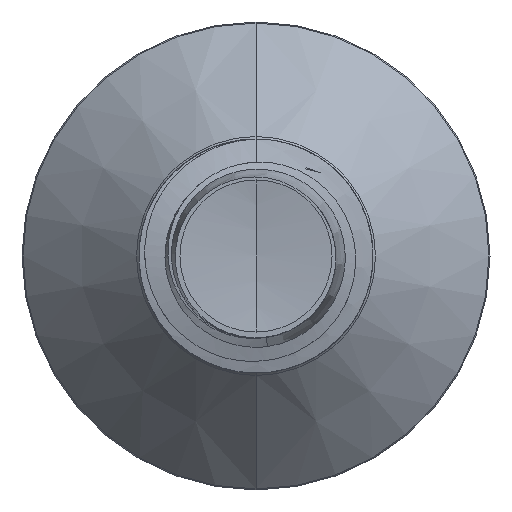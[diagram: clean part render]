
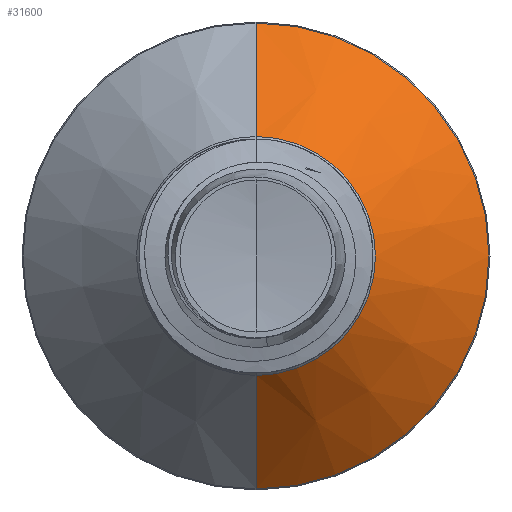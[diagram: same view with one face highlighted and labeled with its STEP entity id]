
A CAD part, front view. The second image highlights one B-rep face of the part: STEP entity #31600.
In plain terms, the highlighted conical face has half-angle 45 degrees and reference radius 2.042 mm.
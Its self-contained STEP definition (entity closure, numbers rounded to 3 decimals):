
#12 = AXIS2_PLACEMENT_3D ( 'NONE', #15021, #31789, #17643 ) ;
#274 = CARTESIAN_POINT ( 'NONE',  ( 0., 14.842, 0. ) ) ;
#2453 = FACE_OUTER_BOUND ( 'NONE', #2826, .T. ) ;
#2785 = VERTEX_POINT ( 'NONE', #28122 ) ;
#2826 = EDGE_LOOP ( 'NONE', ( #31450, #8225, #10905, #28560 ) ) ;
#3171 = DIRECTION ( 'NONE',  ( 0., 1., 0. ) ) ;
#6226 = CIRCLE ( 'NONE', #35342, 3.982 ) ;
#7272 = LINE ( 'NONE', #24766, #14862 ) ;
#8191 = DIRECTION ( 'NONE',  ( 0., 0.707, 0.707 ) ) ;
#8225 = ORIENTED_EDGE ( 'NONE', *, *, #14288, .T. ) ;
#10905 = ORIENTED_EDGE ( 'NONE', *, *, #14750, .F. ) ;
#11422 = CARTESIAN_POINT ( 'NONE',  ( 0., 14.842, 2.042 ) ) ;
#11576 = VERTEX_POINT ( 'NONE', #18815 ) ;
#13104 = VERTEX_POINT ( 'NONE', #11422 ) ;
#13944 = LINE ( 'NONE', #21707, #21489 ) ;
#14288 = EDGE_CURVE ( 'NONE', #2785, #17880, #7272, .T. ) ;
#14750 = EDGE_CURVE ( 'NONE', #11576, #17880, #6226, .T. ) ;
#14862 = VECTOR ( 'NONE', #26840, 1000. ) ;
#15021 = CARTESIAN_POINT ( 'NONE',  ( 0., 14.842, 0. ) ) ;
#16482 = CONICAL_SURFACE ( 'NONE', #22005, 2.042, 0.785 ) ;
#17643 = DIRECTION ( 'NONE',  ( 0., 0., 1. ) ) ;
#17880 = VERTEX_POINT ( 'NONE', #22273 ) ;
#18815 = CARTESIAN_POINT ( 'NONE',  ( 0., 16.782, 3.982 ) ) ;
#20249 = CARTESIAN_POINT ( 'NONE',  ( 0., 16.782, 0. ) ) ;
#21489 = VECTOR ( 'NONE', #8191, 1000. ) ;
#21707 = CARTESIAN_POINT ( 'NONE',  ( 0., 14.842, 2.042 ) ) ;
#22005 = AXIS2_PLACEMENT_3D ( 'NONE', #274, #23079, #29871 ) ;
#22273 = CARTESIAN_POINT ( 'NONE',  ( 0., 16.782, -3.982 ) ) ;
#22620 = DIRECTION ( 'NONE',  ( 0., 0., 1. ) ) ;
#23079 = DIRECTION ( 'NONE',  ( 0., 1., 0. ) ) ;
#24766 = CARTESIAN_POINT ( 'NONE',  ( 0., 14.842, -2.042 ) ) ;
#26295 = CIRCLE ( 'NONE', #12, 2.042 ) ;
#26840 = DIRECTION ( 'NONE',  ( 0., 0.707, -0.707 ) ) ;
#28122 = CARTESIAN_POINT ( 'NONE',  ( 0., 14.842, -2.042 ) ) ;
#28560 = ORIENTED_EDGE ( 'NONE', *, *, #32851, .F. ) ;
#29871 = DIRECTION ( 'NONE',  ( 0., 0., 1. ) ) ;
#31450 = ORIENTED_EDGE ( 'NONE', *, *, #33937, .T. ) ;
#31600 = ADVANCED_FACE ( 'NONE', ( #2453 ), #16482, .T. ) ;
#31789 = DIRECTION ( 'NONE',  ( 0., 1., 0. ) ) ;
#32851 = EDGE_CURVE ( 'NONE', #13104, #11576, #13944, .T. ) ;
#33937 = EDGE_CURVE ( 'NONE', #13104, #2785, #26295, .T. ) ;
#35342 = AXIS2_PLACEMENT_3D ( 'NONE', #20249, #3171, #22620 ) ;
